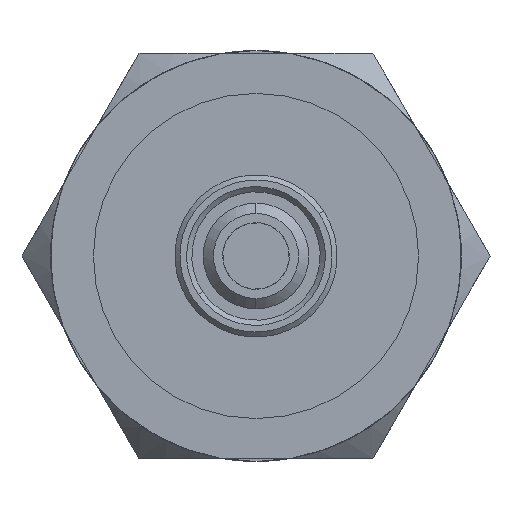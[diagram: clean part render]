
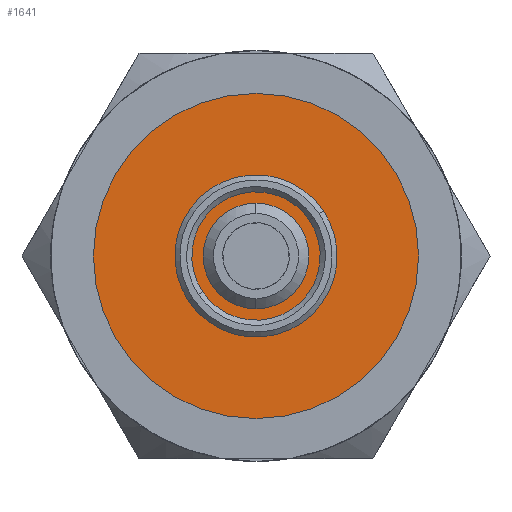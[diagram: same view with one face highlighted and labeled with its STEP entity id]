
A CAD part, left-side view. The second image highlights one B-rep face of the part: STEP entity #1641.
In plain terms, the highlighted face is planar.
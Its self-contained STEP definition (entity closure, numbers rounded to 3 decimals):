
#29 = AXIS2_PLACEMENT_3D ( 'NONE', #2195, #730, #2448 ) ;
#53 = ORIENTED_EDGE ( 'NONE', *, *, #2976, .T. ) ;
#223 = AXIS2_PLACEMENT_3D ( 'NONE', #2734, #1253, #2991 ) ;
#471 = DIRECTION ( 'NONE',  ( 0., 0., 1. ) ) ;
#575 = AXIS2_PLACEMENT_3D ( 'NONE', #2113, #654, #2362 ) ;
#607 = EDGE_LOOP ( 'NONE', ( #2784, #53 ) ) ;
#654 = DIRECTION ( 'NONE',  ( 0., 0., 1. ) ) ;
#668 = ORIENTED_EDGE ( 'NONE', *, *, #2560, .F. ) ;
#694 = FACE_BOUND ( 'NONE', #1611, .T. ) ;
#730 = DIRECTION ( 'NONE',  ( 0., 0., 1. ) ) ;
#927 = DIRECTION ( 'NONE',  ( 0., 0., 1. ) ) ;
#948 = CARTESIAN_POINT ( 'NONE',  ( 0., 0., 2.2 ) ) ;
#1253 = DIRECTION ( 'NONE',  ( 0., 0., 1. ) ) ;
#1263 = FACE_OUTER_BOUND ( 'NONE', #607, .T. ) ;
#1384 = CARTESIAN_POINT ( 'NONE',  ( 1.03, 0., 2.2 ) ) ;
#1504 = CARTESIAN_POINT ( 'NONE',  ( -1.03, 0., 2.2 ) ) ;
#1580 = ORIENTED_EDGE ( 'NONE', *, *, #2005, .F. ) ;
#1607 = AXIS2_PLACEMENT_3D ( 'NONE', #948, #471, #2184 ) ;
#1611 = EDGE_LOOP ( 'NONE', ( #668, #1580 ) ) ;
#1641 = ADVANCED_FACE ( 'NONE', ( #1263, #694 ), #1931, .T. ) ;
#1714 = CIRCLE ( 'NONE', #2013, 3.165 ) ;
#1802 = CARTESIAN_POINT ( 'NONE',  ( 3.165, 0., 2.2 ) ) ;
#1819 = VERTEX_POINT ( 'NONE', #1504 ) ;
#1824 = EDGE_CURVE ( 'NONE', #2429, #2808, #2182, .T. ) ;
#1931 = PLANE ( 'NONE',  #1607 ) ;
#2005 = EDGE_CURVE ( 'NONE', #3187, #1819, #3120, .T. ) ;
#2013 = AXIS2_PLACEMENT_3D ( 'NONE', #2400, #927, #2649 ) ;
#2113 = CARTESIAN_POINT ( 'NONE',  ( 0., 0., 2.2 ) ) ;
#2182 = CIRCLE ( 'NONE', #575, 3.165 ) ;
#2184 = DIRECTION ( 'NONE',  ( 1., 0., 0. ) ) ;
#2195 = CARTESIAN_POINT ( 'NONE',  ( 0., 0., 2.2 ) ) ;
#2362 = DIRECTION ( 'NONE',  ( 1., 0., 0. ) ) ;
#2400 = CARTESIAN_POINT ( 'NONE',  ( 0., 0., 2.2 ) ) ;
#2415 = CIRCLE ( 'NONE', #223, 1.03 ) ;
#2429 = VERTEX_POINT ( 'NONE', #2586 ) ;
#2448 = DIRECTION ( 'NONE',  ( 1., 0., 0. ) ) ;
#2560 = EDGE_CURVE ( 'NONE', #1819, #3187, #2415, .T. ) ;
#2586 = CARTESIAN_POINT ( 'NONE',  ( -3.165, 0., 2.2 ) ) ;
#2649 = DIRECTION ( 'NONE',  ( 1., 0., 0. ) ) ;
#2734 = CARTESIAN_POINT ( 'NONE',  ( 0., 0., 2.2 ) ) ;
#2784 = ORIENTED_EDGE ( 'NONE', *, *, #1824, .T. ) ;
#2808 = VERTEX_POINT ( 'NONE', #1802 ) ;
#2976 = EDGE_CURVE ( 'NONE', #2808, #2429, #1714, .T. ) ;
#2991 = DIRECTION ( 'NONE',  ( 1., 0., 0. ) ) ;
#3120 = CIRCLE ( 'NONE', #29, 1.03 ) ;
#3187 = VERTEX_POINT ( 'NONE', #1384 ) ;
